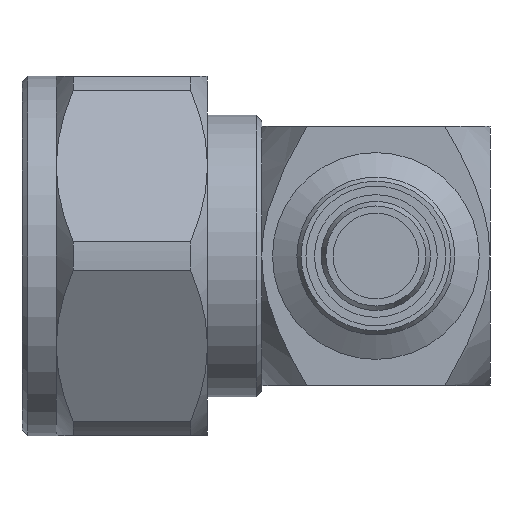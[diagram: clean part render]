
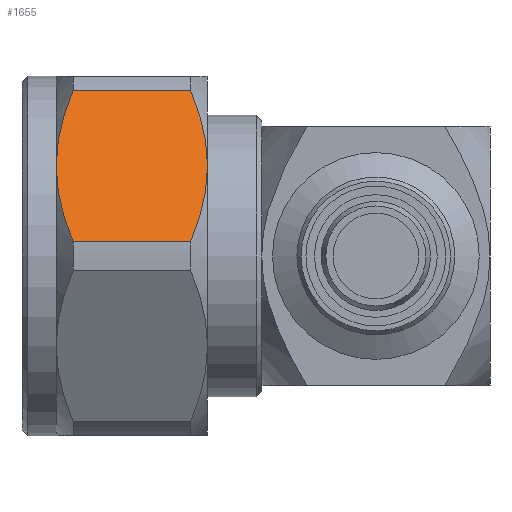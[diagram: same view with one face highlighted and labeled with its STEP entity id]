
A CAD part, front view. The second image highlights one B-rep face of the part: STEP entity #1655.
In plain terms, the highlighted planar face has unit normal (0, -0.866, 0.5).
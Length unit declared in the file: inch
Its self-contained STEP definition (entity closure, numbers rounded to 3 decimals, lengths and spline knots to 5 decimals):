
#61 = EDGE_CURVE ( 'NONE', #324, #507, #3692, .T. ) ;
#71 = B_SPLINE_CURVE_WITH_KNOTS ( 'NONE', 3,
 ( #2822, #2846, #1396, #4542, #1420, #2575, #721, #2471, #3119, #3219, #3169, #349, #3651 ),
 .UNSPECIFIED., .F., .F.,
 ( 4, 1, 1, 1, 1, 1, 2, 2, 4 ),
 ( 0., 0.25, 0.375, 0.4375, 0.46875, 0.48437, 0.49219, 0.5, 1. ),
 .UNSPECIFIED. ) ;
#81 = CARTESIAN_POINT ( 'NONE',  ( -0.64928, -0.39223, 0.58048 ) ) ;
#87 = CARTESIAN_POINT ( 'NONE',  ( -1.07985, -0.67277, 0.09457 ) ) ;
#179 = CARTESIAN_POINT ( 'NONE',  ( -1.24, -0.39223, 0.58048 ) ) ;
#186 = VERTEX_POINT ( 'NONE', #4184 ) ;
#261 = CARTESIAN_POINT ( 'NONE',  ( -1.10188, -0.46233, 0.45907 ) ) ;
#269 = CARTESIAN_POINT ( 'NONE',  ( -1.10839, -0.61203, 0.19978 ) ) ;
#324 = VERTEX_POINT ( 'NONE', #4609 ) ;
#335 = CARTESIAN_POINT ( 'NONE',  ( -1.10299, -0.46498, 0.45447 ) ) ;
#349 = CARTESIAN_POINT ( 'NONE',  ( -0.59, -0.57111, 0.27065 ) ) ;
#438 = ORIENTED_EDGE ( 'NONE', *, *, #2580, .T. ) ;
#496 = CARTESIAN_POINT ( 'NONE',  ( -0.60583, -0.46788, 0.44945 ) ) ;
#507 = VERTEX_POINT ( 'NONE', #3566 ) ;
#559 = CARTESIAN_POINT ( 'NONE',  ( -0.592, -0.51336, 0.37068 ) ) ;
#595 = FACE_OUTER_BOUND ( 'NONE', #1633, .T. ) ;
#604 = CARTESIAN_POINT ( 'NONE',  ( -1.0703, -0.40527, 0.55789 ) ) ;
#613 = CARTESIAN_POINT ( 'NONE',  ( -1.118, -0.5777, 0.25924 ) ) ;
#657 = CARTESIAN_POINT ( 'NONE',  ( -1.12, -0.54553, 0.31496 ) ) ;
#691 = CARTESIAN_POINT ( 'NONE',  ( -1.09429, -0.64768, 0.13802 ) ) ;
#707 = CARTESIAN_POINT ( 'NONE',  ( -1.09452, -0.44627, 0.48689 ) ) ;
#721 = CARTESIAN_POINT ( 'NONE',  ( -0.60701, -0.62608, 0.17545 ) ) ;
#799 = VECTOR ( 'NONE', #1249, 39.37008 ) ;
#829 = DIRECTION ( 'NONE',  ( -1., 0., 0. ) ) ;
#836 = ORIENTED_EDGE ( 'NONE', *, *, #3121, .T. ) ;
#945 = CARTESIAN_POINT ( 'NONE',  ( 1.44997, -0.72737, 0. ) ) ;
#1049 = CARTESIAN_POINT ( 'NONE',  ( -1.24, -0.69883, 0.04944 ) ) ;
#1092 = LINE ( 'NONE', #1049, #2439 ) ;
#1216 = CARTESIAN_POINT ( 'NONE',  ( -0.60565, -0.46833, 0.44868 ) ) ;
#1236 = CARTESIAN_POINT ( 'NONE',  ( -0.60161, -0.47903, 0.43014 ) ) ;
#1249 = DIRECTION ( 'NONE',  ( -1., 0., 0. ) ) ;
#1253 = VERTEX_POINT ( 'NONE', #81 ) ;
#1396 = CARTESIAN_POINT ( 'NONE',  ( -0.6271, -0.66657, 0.10531 ) ) ;
#1420 = CARTESIAN_POINT ( 'NONE',  ( -0.61045, -0.63406, 0.16162 ) ) ;
#1498 = VERTEX_POINT ( 'NONE', #4402 ) ;
#1533 = EDGE_CURVE ( 'NONE', #1253, #324, #4422, .T. ) ;
#1633 = EDGE_LOOP ( 'NONE', ( #836, #3262, #438, #2145, #3441, #3926 ) ) ;
#1655 = ADVANCED_FACE ( 'NONE', ( #595 ), #4540, .T. ) ;
#1695 = CARTESIAN_POINT ( 'NONE',  ( -1.10628, -0.61778, 0.18981 ) ) ;
#1785 = CARTESIAN_POINT ( 'NONE',  ( -1.0829, -0.42448, 0.52462 ) ) ;
#1924 = CARTESIAN_POINT ( 'NONE',  ( -0.59782, -0.49052, 0.41024 ) ) ;
#2014 = CARTESIAN_POINT ( 'NONE',  ( -0.60372, -0.47327, 0.44011 ) ) ;
#2044 = CARTESIAN_POINT ( 'NONE',  ( -1.11218, -0.60054, 0.21968 ) ) ;
#2120 = CARTESIAN_POINT ( 'NONE',  ( -1.10417, -0.62318, 0.18047 ) ) ;
#2145 = ORIENTED_EDGE ( 'NONE', *, *, #1533, .T. ) ;
#2362 = CARTESIAN_POINT ( 'NONE',  ( -0.59, -0.54553, 0.31496 ) ) ;
#2391 = CARTESIAN_POINT ( 'NONE',  ( -1.12, -0.54553, 0.31496 ) ) ;
#2439 = VECTOR ( 'NONE', #3611, 39.37008 ) ;
#2471 = CARTESIAN_POINT ( 'NONE',  ( -0.60654, -0.62494, 0.17741 ) ) ;
#2575 = CARTESIAN_POINT ( 'NONE',  ( -0.60812, -0.62873, 0.17085 ) ) ;
#2580 = EDGE_CURVE ( 'NONE', #1498, #1253, #3015, .T. ) ;
#2782 = CARTESIAN_POINT ( 'NONE',  ( -1.11469, -0.49398, 0.40425 ) ) ;
#2822 = CARTESIAN_POINT ( 'NONE',  ( -0.64928, -0.69883, 0.04944 ) ) ;
#2846 = CARTESIAN_POINT ( 'NONE',  ( -0.6397, -0.68578, 0.07203 ) ) ;
#2990 = CARTESIAN_POINT ( 'NONE',  ( -0.60483, -0.47039, 0.44511 ) ) ;
#3015 = B_SPLINE_CURVE_WITH_KNOTS ( 'NONE', 3,
 ( #2362, #4456, #559, #1924, #1236, #2014, #2990, #4412, #1216, #496, #3732, #3713, #3079 ),
 .UNSPECIFIED., .F., .F.,
 ( 4, 1, 1, 1, 1, 1, 2, 2, 4 ),
 ( 0., 0.25, 0.375, 0.4375, 0.46875, 0.48438, 0.49219, 0.5, 1. ),
 .UNSPECIFIED. ) ;
#3079 = CARTESIAN_POINT ( 'NONE',  ( -0.64928, -0.39223, 0.58048 ) ) ;
#3112 = CARTESIAN_POINT ( 'NONE',  ( -1.10517, -0.62067, 0.18481 ) ) ;
#3119 = CARTESIAN_POINT ( 'NONE',  ( -0.60623, -0.62418, 0.17872 ) ) ;
#3121 = EDGE_CURVE ( 'NONE', #4174, #186, #1092, .T. ) ;
#3156 = CARTESIAN_POINT ( 'NONE',  ( -1.06072, -0.39223, 0.58048 ) ) ;
#3169 = CARTESIAN_POINT ( 'NONE',  ( -0.59531, -0.59708, 0.22567 ) ) ;
#3180 = CARTESIAN_POINT ( 'NONE',  ( -1.10377, -0.46687, 0.4512 ) ) ;
#3199 = B_SPLINE_CURVE_WITH_KNOTS ( 'NONE', 3,
 ( #2391, #3813, #613, #2044, #269, #1695, #3112, #4187, #4559, #2120, #691, #87, #4613 ),
 .UNSPECIFIED., .F., .F.,
 ( 4, 1, 1, 1, 1, 1, 2, 2, 4 ),
 ( 0., 0.25, 0.375, 0.4375, 0.46875, 0.48438, 0.49219, 0.5, 1. ),
 .UNSPECIFIED. ) ;
#3219 = CARTESIAN_POINT ( 'NONE',  ( -0.60609, -0.62384, 0.17932 ) ) ;
#3262 = ORIENTED_EDGE ( 'NONE', *, *, #4246, .T. ) ;
#3350 = EDGE_CURVE ( 'NONE', #507, #4174, #3199, .T. ) ;
#3441 = ORIENTED_EDGE ( 'NONE', *, *, #61, .T. ) ;
#3526 = CARTESIAN_POINT ( 'NONE',  ( -1.09955, -0.457, 0.4683 ) ) ;
#3566 = CARTESIAN_POINT ( 'NONE',  ( -1.12, -0.54553, 0.31496 ) ) ;
#3611 = DIRECTION ( 'NONE',  ( 1., 0., 0. ) ) ;
#3651 = CARTESIAN_POINT ( 'NONE',  ( -0.59, -0.54553, 0.31496 ) ) ;
#3692 = B_SPLINE_CURVE_WITH_KNOTS ( 'NONE', 3,
 ( #3156, #604, #1785, #707, #3526, #261, #335, #3904, #3180, #4603, #2782, #4203, #657 ),
 .UNSPECIFIED., .F., .F.,
 ( 4, 1, 1, 1, 1, 1, 2, 2, 4 ),
 ( 0., 0.25, 0.375, 0.4375, 0.46875, 0.48438, 0.49219, 0.5, 1. ),
 .UNSPECIFIED. ) ;
#3713 = CARTESIAN_POINT ( 'NONE',  ( -0.63015, -0.41828, 0.53536 ) ) ;
#3732 = CARTESIAN_POINT ( 'NONE',  ( -0.61571, -0.44337, 0.4919 ) ) ;
#3769 = CARTESIAN_POINT ( 'NONE',  ( -1.06072, -0.69883, 0.04944 ) ) ;
#3792 = DIRECTION ( 'NONE',  ( 0., -0.866, 0.5 ) ) ;
#3813 = CARTESIAN_POINT ( 'NONE',  ( -1.12, -0.55834, 0.29277 ) ) ;
#3904 = CARTESIAN_POINT ( 'NONE',  ( -1.10346, -0.46612, 0.45251 ) ) ;
#3926 = ORIENTED_EDGE ( 'NONE', *, *, #3350, .T. ) ;
#4148 = AXIS2_PLACEMENT_3D ( 'NONE', #945, #3792, #829 ) ;
#4174 = VERTEX_POINT ( 'NONE', #3769 ) ;
#4184 = CARTESIAN_POINT ( 'NONE',  ( -0.64928, -0.69883, 0.04944 ) ) ;
#4187 = CARTESIAN_POINT ( 'NONE',  ( -1.10468, -0.6219, 0.18267 ) ) ;
#4203 = CARTESIAN_POINT ( 'NONE',  ( -1.12, -0.51994, 0.35927 ) ) ;
#4246 = EDGE_CURVE ( 'NONE', #186, #1498, #71, .T. ) ;
#4402 = CARTESIAN_POINT ( 'NONE',  ( -0.59, -0.54553, 0.31496 ) ) ;
#4412 = CARTESIAN_POINT ( 'NONE',  ( -0.60532, -0.46915, 0.44725 ) ) ;
#4422 = LINE ( 'NONE', #179, #799 ) ;
#4456 = CARTESIAN_POINT ( 'NONE',  ( -0.59, -0.53272, 0.33715 ) ) ;
#4540 = PLANE ( 'NONE',  #4148 ) ;
#4542 = CARTESIAN_POINT ( 'NONE',  ( -0.61548, -0.64479, 0.14303 ) ) ;
#4559 = CARTESIAN_POINT ( 'NONE',  ( -1.10435, -0.62273, 0.18124 ) ) ;
#4603 = CARTESIAN_POINT ( 'NONE',  ( -1.10391, -0.46722, 0.4506 ) ) ;
#4609 = CARTESIAN_POINT ( 'NONE',  ( -1.06072, -0.39223, 0.58048 ) ) ;
#4613 = CARTESIAN_POINT ( 'NONE',  ( -1.06072, -0.69883, 0.04944 ) ) ;
